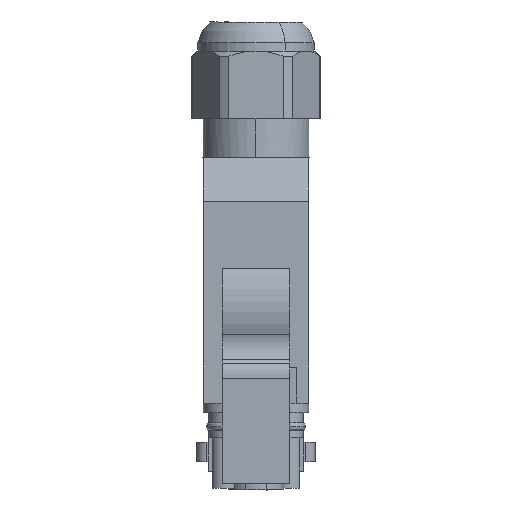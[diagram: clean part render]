
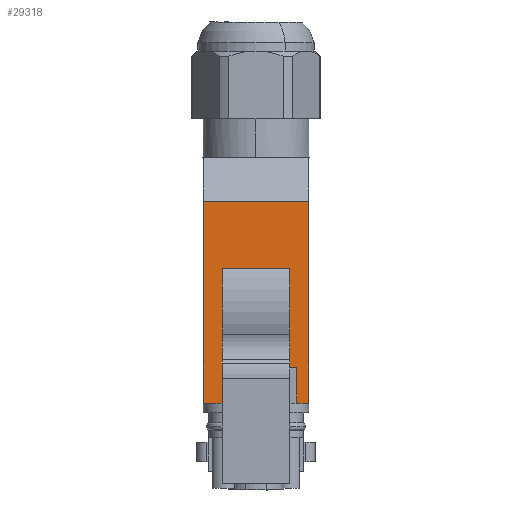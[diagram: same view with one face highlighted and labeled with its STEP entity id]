
A CAD part, left-side view. The second image highlights one B-rep face of the part: STEP entity #29318.
In plain terms, the highlighted planar face has unit normal (-1, 0, 0).
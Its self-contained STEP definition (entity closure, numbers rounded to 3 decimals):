
#1024 = LINE ( 'NONE', #11642, #12256 ) ;
#1158 = LINE ( 'NONE', #41457, #18682 ) ;
#1578 = DIRECTION ( 'NONE',  ( 0., 0., -1. ) ) ;
#1672 = CARTESIAN_POINT ( 'NONE',  ( -18.35, 10.9, 48.849 ) ) ;
#2388 = EDGE_CURVE ( 'NONE', #10092, #37296, #4939, .T. ) ;
#4068 = EDGE_CURVE ( 'NONE', #15791, #18933, #56704, .T. ) ;
#4753 = CARTESIAN_POINT ( 'NONE',  ( -18.35, 4.5, 7.1 ) ) ;
#4883 = ORIENTED_EDGE ( 'NONE', *, *, #2388, .T. ) ;
#4939 = LINE ( 'NONE', #49755, #37234 ) ;
#7344 = EDGE_CURVE ( 'NONE', #65278, #7707, #10091, .T. ) ;
#7707 = VERTEX_POINT ( 'NONE', #12191 ) ;
#8555 = EDGE_CURVE ( 'NONE', #54485, #65278, #1024, .T. ) ;
#10091 = LINE ( 'NONE', #4753, #31933 ) ;
#10092 = VERTEX_POINT ( 'NONE', #53174 ) ;
#10685 = DIRECTION ( 'NONE',  ( 0., 0., -1. ) ) ;
#11642 = CARTESIAN_POINT ( 'NONE',  ( -18.35, 9.9, 7.1 ) ) ;
#12191 = CARTESIAN_POINT ( 'NONE',  ( -18.35, 4.5, 22.9 ) ) ;
#12203 = CARTESIAN_POINT ( 'NONE',  ( -18.35, -8.4, 7.1 ) ) ;
#12256 = VECTOR ( 'NONE', #16221, 1000. ) ;
#12309 = CARTESIAN_POINT ( 'NONE',  ( -18.35, 10.9, 48.849 ) ) ;
#15791 = VERTEX_POINT ( 'NONE', #50512 ) ;
#16221 = DIRECTION ( 'NONE',  ( 0., -1., 0. ) ) ;
#16384 = VECTOR ( 'NONE', #39672, 1000. ) ;
#16990 = VECTOR ( 'NONE', #57694, 1000. ) ;
#17153 = CARTESIAN_POINT ( 'NONE',  ( -18.35, 2., 35. ) ) ;
#17337 = DIRECTION ( 'NONE',  ( 0., 0., 1. ) ) ;
#18388 = DIRECTION ( 'NONE',  ( 0., -1., 0. ) ) ;
#18661 = PLANE ( 'NONE',  #49996 ) ;
#18682 = VECTOR ( 'NONE', #50955, 1000. ) ;
#18933 = VERTEX_POINT ( 'NONE', #62953 ) ;
#19574 = LINE ( 'NONE', #44266, #16384 ) ;
#20447 = VERTEX_POINT ( 'NONE', #48081 ) ;
#20472 = DIRECTION ( 'NONE',  ( 0., 0., -1. ) ) ;
#20709 = ORIENTED_EDGE ( 'NONE', *, *, #40569, .T. ) ;
#21115 = CARTESIAN_POINT ( 'NONE',  ( -18.35, -4.5, 22.9 ) ) ;
#21867 = CARTESIAN_POINT ( 'NONE',  ( -18.35, -4.5, 22.9 ) ) ;
#21964 = EDGE_CURVE ( 'NONE', #58647, #54485, #40574, .T. ) ;
#22860 = VERTEX_POINT ( 'NONE', #17153 ) ;
#25427 = CARTESIAN_POINT ( 'NONE',  ( -18.35, 10.9, 4.44 ) ) ;
#25804 = CARTESIAN_POINT ( 'NONE',  ( -18.35, -2., 35. ) ) ;
#26203 = ORIENTED_EDGE ( 'NONE', *, *, #38237, .T. ) ;
#27135 = LINE ( 'NONE', #21867, #64602 ) ;
#27256 = VECTOR ( 'NONE', #45243, 1000. ) ;
#29318 = ADVANCED_FACE ( 'NONE', ( #48891 ), #18661, .T. ) ;
#30351 = EDGE_CURVE ( 'NONE', #37296, #18933, #19574, .T. ) ;
#30811 = VERTEX_POINT ( 'NONE', #21115 ) ;
#31617 = CARTESIAN_POINT ( 'NONE',  ( -18.35, -10.9, -0.3 ) ) ;
#31933 = VECTOR ( 'NONE', #50547, 1000. ) ;
#32066 = DIRECTION ( 'NONE',  ( 0., 1., 0. ) ) ;
#32393 = ORIENTED_EDGE ( 'NONE', *, *, #7344, .T. ) ;
#33273 = EDGE_LOOP ( 'NONE', ( #52328, #39710, #32393, #62088, #55712, #20709, #41542, #26203, #4883, #58674, #42249, #42645 ) ) ;
#34787 = CARTESIAN_POINT ( 'NONE',  ( -18.35, 10.9, 7.1 ) ) ;
#35855 = VERTEX_POINT ( 'NONE', #49569 ) ;
#37234 = VECTOR ( 'NONE', #1578, 1000. ) ;
#37296 = VERTEX_POINT ( 'NONE', #12203 ) ;
#37564 = CARTESIAN_POINT ( 'NONE',  ( -18.35, 4.5, 22.9 ) ) ;
#37687 = LINE ( 'NONE', #12309, #59450 ) ;
#38142 = LINE ( 'NONE', #58264, #51941 ) ;
#38237 = EDGE_CURVE ( 'NONE', #35855, #10092, #38142, .T. ) ;
#38311 = VECTOR ( 'NONE', #20472, 1000. ) ;
#39672 = DIRECTION ( 'NONE',  ( 0., -1., 0. ) ) ;
#39710 = ORIENTED_EDGE ( 'NONE', *, *, #8555, .T. ) ;
#40569 = EDGE_CURVE ( 'NONE', #20447, #30811, #1158, .T. ) ;
#40574 = LINE ( 'NONE', #25427, #38311 ) ;
#41457 = CARTESIAN_POINT ( 'NONE',  ( -18.35, -2., 35. ) ) ;
#41542 = ORIENTED_EDGE ( 'NONE', *, *, #63836, .T. ) ;
#42249 = ORIENTED_EDGE ( 'NONE', *, *, #4068, .F. ) ;
#42645 = ORIENTED_EDGE ( 'NONE', *, *, #42650, .T. ) ;
#42650 = EDGE_CURVE ( 'NONE', #15791, #58647, #37687, .T. ) ;
#44266 = CARTESIAN_POINT ( 'NONE',  ( -18.35, -8.4, 7.1 ) ) ;
#45243 = DIRECTION ( 'NONE',  ( 0., 1., 0. ) ) ;
#45759 = CARTESIAN_POINT ( 'NONE',  ( -18.35, 4.5, 7.1 ) ) ;
#46470 = VECTOR ( 'NONE', #55727, 1000. ) ;
#48081 = CARTESIAN_POINT ( 'NONE',  ( -18.35, -2., 35. ) ) ;
#48891 = FACE_OUTER_BOUND ( 'NONE', #33273, .T. ) ;
#49569 = CARTESIAN_POINT ( 'NONE',  ( -18.35, -4.5, 14.5 ) ) ;
#49755 = CARTESIAN_POINT ( 'NONE',  ( -18.35, -8.4, 14.5 ) ) ;
#49996 = AXIS2_PLACEMENT_3D ( 'NONE', #58865, #58205, #17337 ) ;
#50512 = CARTESIAN_POINT ( 'NONE',  ( -18.35, -10.9, 48.849 ) ) ;
#50547 = DIRECTION ( 'NONE',  ( 0., 0., 1. ) ) ;
#50955 = DIRECTION ( 'NONE',  ( 0., -0.202, -0.979 ) ) ;
#51791 = LINE ( 'NONE', #25804, #27256 ) ;
#51941 = VECTOR ( 'NONE', #18388, 1000. ) ;
#52328 = ORIENTED_EDGE ( 'NONE', *, *, #21964, .T. ) ;
#53174 = CARTESIAN_POINT ( 'NONE',  ( -18.35, -8.4, 14.5 ) ) ;
#54485 = VERTEX_POINT ( 'NONE', #34787 ) ;
#55712 = ORIENTED_EDGE ( 'NONE', *, *, #60147, .F. ) ;
#55727 = DIRECTION ( 'NONE',  ( 0., 0., -1. ) ) ;
#56704 = LINE ( 'NONE', #31617, #46470 ) ;
#57694 = DIRECTION ( 'NONE',  ( 0., -0.202, 0.979 ) ) ;
#58205 = DIRECTION ( 'NONE',  ( -1., 0., 0. ) ) ;
#58264 = CARTESIAN_POINT ( 'NONE',  ( -18.35, -4.5, 14.5 ) ) ;
#58647 = VERTEX_POINT ( 'NONE', #1672 ) ;
#58674 = ORIENTED_EDGE ( 'NONE', *, *, #30351, .T. ) ;
#58865 = CARTESIAN_POINT ( 'NONE',  ( -18.35, 11.2, 4.44 ) ) ;
#59450 = VECTOR ( 'NONE', #32066, 1000. ) ;
#60147 = EDGE_CURVE ( 'NONE', #20447, #22860, #51791, .T. ) ;
#61964 = LINE ( 'NONE', #37564, #16990 ) ;
#62088 = ORIENTED_EDGE ( 'NONE', *, *, #62296, .T. ) ;
#62296 = EDGE_CURVE ( 'NONE', #7707, #22860, #61964, .T. ) ;
#62953 = CARTESIAN_POINT ( 'NONE',  ( -18.35, -10.9, 7.1 ) ) ;
#63836 = EDGE_CURVE ( 'NONE', #30811, #35855, #27135, .T. ) ;
#64602 = VECTOR ( 'NONE', #10685, 1000. ) ;
#65278 = VERTEX_POINT ( 'NONE', #45759 ) ;
